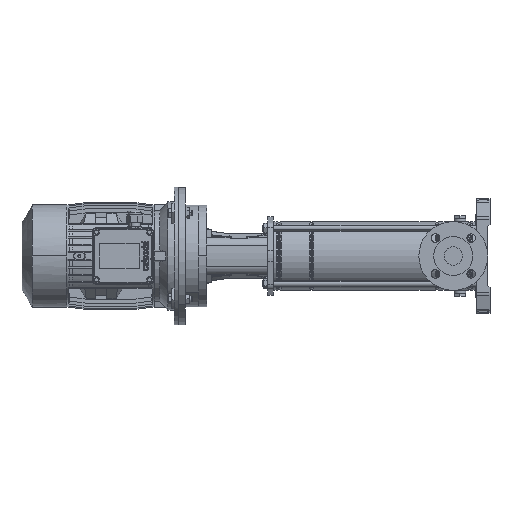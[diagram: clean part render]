
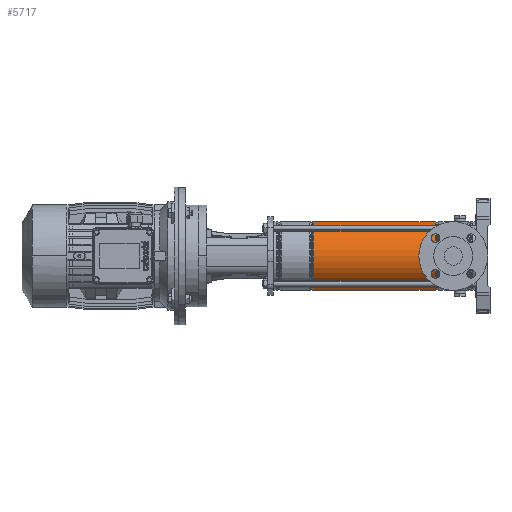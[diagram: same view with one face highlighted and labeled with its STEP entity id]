
A CAD part, left-side view. The second image highlights one B-rep face of the part: STEP entity #5717.
In plain terms, the highlighted cylindrical face has radius 74.9 mm (diameter 149.8 mm), a partial arc.
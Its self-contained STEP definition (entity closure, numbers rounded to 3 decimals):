
#5497 = DIRECTION ( 'NONE',  ( 0., 0., -1. ) ) ;
#5717 = ADVANCED_FACE ( 'NONE', ( #70562 ), #23329, .T. ) ;
#6280 = VERTEX_POINT ( 'NONE', #62807 ) ;
#10590 = CIRCLE ( 'NONE', #18040, 74.9 ) ;
#11071 = ORIENTED_EDGE ( 'NONE', *, *, #57671, .T. ) ;
#15629 = VECTOR ( 'NONE', #75384, 1000. ) ;
#17096 = CARTESIAN_POINT ( 'NONE',  ( 0., 0., 0. ) ) ;
#17822 = EDGE_LOOP ( 'NONE', ( #11071, #20571, #35946, #54219 ) ) ;
#17984 = CIRCLE ( 'NONE', #27932, 74.9 ) ;
#18040 = AXIS2_PLACEMENT_3D ( 'NONE', #58578, #27746, #46499 ) ;
#19308 = VECTOR ( 'NONE', #5497, 1000. ) ;
#20571 = ORIENTED_EDGE ( 'NONE', *, *, #27029, .T. ) ;
#23329 = CYLINDRICAL_SURFACE ( 'NONE', #39768, 74.9 ) ;
#24826 = CARTESIAN_POINT ( 'NONE',  ( 0., 0., 87.279 ) ) ;
#27029 = EDGE_CURVE ( 'NONE', #48901, #6280, #35124, .T. ) ;
#27229 = CARTESIAN_POINT ( 'NONE',  ( -74.9, 0., 87.279 ) ) ;
#27736 = CARTESIAN_POINT ( 'NONE',  ( -74.9, 0., 0. ) ) ;
#27746 = DIRECTION ( 'NONE',  ( 0., 0., -1. ) ) ;
#27770 = EDGE_CURVE ( 'NONE', #63440, #36739, #57417, .T. ) ;
#27932 = AXIS2_PLACEMENT_3D ( 'NONE', #24826, #30311, #72434 ) ;
#30311 = DIRECTION ( 'NONE',  ( 0., 0., 1. ) ) ;
#34242 = CARTESIAN_POINT ( 'NONE',  ( -74.9, 0., 351.721 ) ) ;
#35124 = LINE ( 'NONE', #58957, #19308 ) ;
#35946 = ORIENTED_EDGE ( 'NONE', *, *, #64499, .T. ) ;
#36739 = VERTEX_POINT ( 'NONE', #27229 ) ;
#39768 = AXIS2_PLACEMENT_3D ( 'NONE', #17096, #40892, #64687 ) ;
#40522 = CARTESIAN_POINT ( 'NONE',  ( 74.9, 0., 351.721 ) ) ;
#40892 = DIRECTION ( 'NONE',  ( 0., 0., -1. ) ) ;
#46499 = DIRECTION ( 'NONE',  ( 1., 0., 0. ) ) ;
#48901 = VERTEX_POINT ( 'NONE', #40522 ) ;
#54219 = ORIENTED_EDGE ( 'NONE', *, *, #27770, .F. ) ;
#57417 = LINE ( 'NONE', #27736, #15629 ) ;
#57671 = EDGE_CURVE ( 'NONE', #63440, #48901, #10590, .T. ) ;
#58578 = CARTESIAN_POINT ( 'NONE',  ( 0., 0., 351.721 ) ) ;
#58957 = CARTESIAN_POINT ( 'NONE',  ( 74.9, 0., 0. ) ) ;
#62807 = CARTESIAN_POINT ( 'NONE',  ( 74.9, 0., 87.279 ) ) ;
#63440 = VERTEX_POINT ( 'NONE', #34242 ) ;
#64499 = EDGE_CURVE ( 'NONE', #6280, #36739, #17984, .T. ) ;
#64687 = DIRECTION ( 'NONE',  ( -1., 0., 0. ) ) ;
#70562 = FACE_OUTER_BOUND ( 'NONE', #17822, .T. ) ;
#72434 = DIRECTION ( 'NONE',  ( 1., 0., 0. ) ) ;
#75384 = DIRECTION ( 'NONE',  ( 0., 0., -1. ) ) ;
